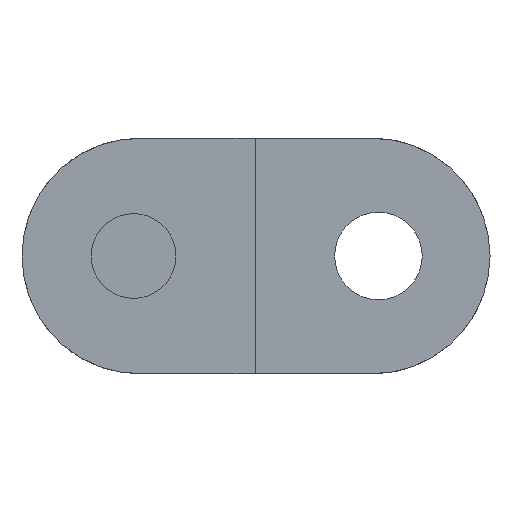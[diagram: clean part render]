
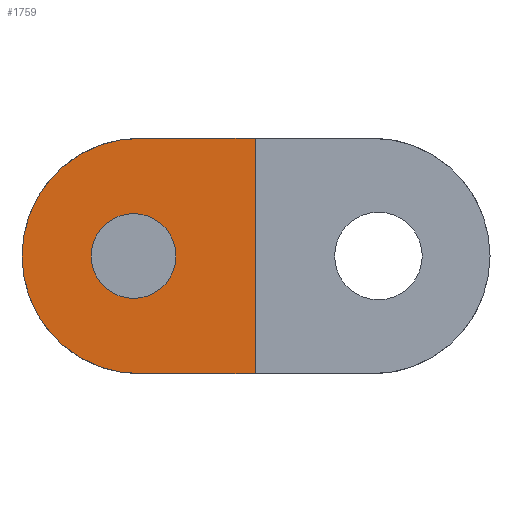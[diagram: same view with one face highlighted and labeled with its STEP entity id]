
A CAD part, front view. The second image highlights one B-rep face of the part: STEP entity #1759.
In plain terms, the highlighted planar face has unit normal (0, -1, 0).
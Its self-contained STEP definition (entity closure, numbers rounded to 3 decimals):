
#44 = PLANE('',#45);
#45 = AXIS2_PLACEMENT_3D('',#46,#47,#48);
#46 = CARTESIAN_POINT('',(0.325,8.,-6.25));
#47 = DIRECTION('',(0.,0.,1.));
#48 = DIRECTION('',(1.,0.,0.));
#101 = PLANE('',#102);
#102 = AXIS2_PLACEMENT_3D('',#103,#104,#105);
#103 = CARTESIAN_POINT('',(0.325,8.,6.25));
#104 = DIRECTION('',(0.,0.,1.));
#105 = DIRECTION('',(1.,0.,0.));
#343 = VERTEX_POINT('',#344);
#344 = CARTESIAN_POINT('',(0.325,-6.5,-6.25));
#358 = CYLINDRICAL_SURFACE('',#359,6.25);
#359 = AXIS2_PLACEMENT_3D('',#360,#361,#362);
#360 = CARTESIAN_POINT('',(0.325,8.,0.));
#361 = DIRECTION('',(0.,1.,0.));
#362 = DIRECTION('',(1.,0.,0.));
#370 = EDGE_CURVE('',#343,#371,#373,.T.);
#371 = VERTEX_POINT('',#372);
#372 = CARTESIAN_POINT('',(6.45,-6.5,-6.25));
#373 = SURFACE_CURVE('',#374,(#378,#384),.PCURVE_S1.);
#374 = LINE('',#375,#376);
#375 = CARTESIAN_POINT('',(-4.613,-6.5,-6.25));
#376 = VECTOR('',#377,1.);
#377 = DIRECTION('',(1.,0.,0.));
#378 = PCURVE('',#44,#379);
#379 = DEFINITIONAL_REPRESENTATION('',(#380),#383);
#380 = B_SPLINE_CURVE_WITH_KNOTS('',1,(#381,#382),.UNSPECIFIED.,.F.,.F.,
  (2,2),(4.938,11.063),.PIECEWISE_BEZIER_KNOTS.);
#381 = CARTESIAN_POINT('',(0.,-14.5));
#382 = CARTESIAN_POINT('',(6.125,-14.5));
#383 = ( GEOMETRIC_REPRESENTATION_CONTEXT(2) 
PARAMETRIC_REPRESENTATION_CONTEXT() REPRESENTATION_CONTEXT('2D SPACE',''
  ) );
#384 = PCURVE('',#385,#390);
#385 = PLANE('',#386);
#386 = AXIS2_PLACEMENT_3D('',#387,#388,#389);
#387 = CARTESIAN_POINT('',(-9.55,-6.5,6.25));
#388 = DIRECTION('',(0.,-1.,0.));
#389 = DIRECTION('',(1.,0.,0.));
#390 = DEFINITIONAL_REPRESENTATION('',(#391),#394);
#391 = B_SPLINE_CURVE_WITH_KNOTS('',1,(#392,#393),.UNSPECIFIED.,.F.,.F.,
  (2,2),(4.938,11.063),.PIECEWISE_BEZIER_KNOTS.);
#392 = CARTESIAN_POINT('',(9.875,-12.5));
#393 = CARTESIAN_POINT('',(16.,-12.5));
#394 = ( GEOMETRIC_REPRESENTATION_CONTEXT(2) 
PARAMETRIC_REPRESENTATION_CONTEXT() REPRESENTATION_CONTEXT('2D SPACE',''
  ) );
#411 = PLANE('',#412);
#412 = AXIS2_PLACEMENT_3D('',#413,#414,#415);
#413 = CARTESIAN_POINT('',(6.45,-6.5,6.25));
#414 = DIRECTION('',(1.,0.,0.));
#415 = DIRECTION('',(0.,-1.,0.));
#929 = VERTEX_POINT('',#930);
#930 = CARTESIAN_POINT('',(0.325,-6.5,6.25));
#951 = EDGE_CURVE('',#929,#952,#954,.T.);
#952 = VERTEX_POINT('',#953);
#953 = CARTESIAN_POINT('',(6.45,-6.5,6.25));
#954 = SURFACE_CURVE('',#955,(#959,#966),.PCURVE_S1.);
#955 = LINE('',#956,#957);
#956 = CARTESIAN_POINT('',(-9.55,-6.5,6.25));
#957 = VECTOR('',#958,1.);
#958 = DIRECTION('',(1.,0.,0.));
#959 = PCURVE('',#101,#960);
#960 = DEFINITIONAL_REPRESENTATION('',(#961),#965);
#961 = LINE('',#962,#963);
#962 = CARTESIAN_POINT('',(-9.875,-14.5));
#963 = VECTOR('',#964,1.);
#964 = DIRECTION('',(1.,0.));
#965 = ( GEOMETRIC_REPRESENTATION_CONTEXT(2) 
PARAMETRIC_REPRESENTATION_CONTEXT() REPRESENTATION_CONTEXT('2D SPACE',''
  ) );
#966 = PCURVE('',#385,#967);
#967 = DEFINITIONAL_REPRESENTATION('',(#968),#972);
#968 = LINE('',#969,#970);
#969 = CARTESIAN_POINT('',(0.,0.));
#970 = VECTOR('',#971,1.);
#971 = DIRECTION('',(1.,0.));
#972 = ( GEOMETRIC_REPRESENTATION_CONTEXT(2) 
PARAMETRIC_REPRESENTATION_CONTEXT() REPRESENTATION_CONTEXT('2D SPACE',''
  ) );
#1621 = EDGE_CURVE('',#343,#929,#1622,.T.);
#1622 = SURFACE_CURVE('',#1623,(#1628,#1635),.PCURVE_S1.);
#1623 = CIRCLE('',#1624,6.25);
#1624 = AXIS2_PLACEMENT_3D('',#1625,#1626,#1627);
#1625 = CARTESIAN_POINT('',(0.325,-6.5,0.));
#1626 = DIRECTION('',(0.,1.,0.));
#1627 = DIRECTION('',(1.,0.,0.));
#1628 = PCURVE('',#358,#1629);
#1629 = DEFINITIONAL_REPRESENTATION('',(#1630),#1634);
#1630 = LINE('',#1631,#1632);
#1631 = CARTESIAN_POINT('',(-6.283,-14.5));
#1632 = VECTOR('',#1633,1.);
#1633 = DIRECTION('',(1.,-0.));
#1634 = ( GEOMETRIC_REPRESENTATION_CONTEXT(2) 
PARAMETRIC_REPRESENTATION_CONTEXT() REPRESENTATION_CONTEXT('2D SPACE',''
  ) );
#1635 = PCURVE('',#385,#1636);
#1636 = DEFINITIONAL_REPRESENTATION('',(#1637),#1645);
#1637 = ( BOUNDED_CURVE() B_SPLINE_CURVE(2,(#1638,#1639,#1640,#1641,
#1642,#1643,#1644),.UNSPECIFIED.,.T.,.F.) B_SPLINE_CURVE_WITH_KNOTS((1,2
    ,2,2,2,1),(-2.094,0.,2.094,4.189,
6.283,8.378),.UNSPECIFIED.) CURVE() 
GEOMETRIC_REPRESENTATION_ITEM() RATIONAL_B_SPLINE_CURVE((1.,0.5,1.,0.5,
1.,0.5,1.)) REPRESENTATION_ITEM('') );
#1638 = CARTESIAN_POINT('',(16.125,-6.25));
#1639 = CARTESIAN_POINT('',(16.125,-17.075));
#1640 = CARTESIAN_POINT('',(6.75,-11.663));
#1641 = CARTESIAN_POINT('',(-2.625,-6.25));
#1642 = CARTESIAN_POINT('',(6.75,-0.837));
#1643 = CARTESIAN_POINT('',(16.125,4.575));
#1644 = CARTESIAN_POINT('',(16.125,-6.25));
#1645 = ( GEOMETRIC_REPRESENTATION_CONTEXT(2) 
PARAMETRIC_REPRESENTATION_CONTEXT() REPRESENTATION_CONTEXT('2D SPACE',''
  ) );
#1759 = ADVANCED_FACE('',(#1760,#1786),#385,.T.);
#1760 = FACE_BOUND('',#1761,.T.);
#1761 = EDGE_LOOP('',(#1762,#1763,#1764,#1765));
#1762 = ORIENTED_EDGE('',*,*,#951,.F.);
#1763 = ORIENTED_EDGE('',*,*,#1621,.F.);
#1764 = ORIENTED_EDGE('',*,*,#370,.T.);
#1765 = ORIENTED_EDGE('',*,*,#1766,.F.);
#1766 = EDGE_CURVE('',#952,#371,#1767,.T.);
#1767 = SURFACE_CURVE('',#1768,(#1772,#1779),.PCURVE_S1.);
#1768 = LINE('',#1769,#1770);
#1769 = CARTESIAN_POINT('',(6.45,-6.5,6.25));
#1770 = VECTOR('',#1771,1.);
#1771 = DIRECTION('',(0.,0.,-1.));
#1772 = PCURVE('',#385,#1773);
#1773 = DEFINITIONAL_REPRESENTATION('',(#1774),#1778);
#1774 = LINE('',#1775,#1776);
#1775 = CARTESIAN_POINT('',(16.,0.));
#1776 = VECTOR('',#1777,1.);
#1777 = DIRECTION('',(0.,-1.));
#1778 = ( GEOMETRIC_REPRESENTATION_CONTEXT(2) 
PARAMETRIC_REPRESENTATION_CONTEXT() REPRESENTATION_CONTEXT('2D SPACE',''
  ) );
#1779 = PCURVE('',#411,#1780);
#1780 = DEFINITIONAL_REPRESENTATION('',(#1781),#1785);
#1781 = LINE('',#1782,#1783);
#1782 = CARTESIAN_POINT('',(0.,0.));
#1783 = VECTOR('',#1784,1.);
#1784 = DIRECTION('',(0.,1.));
#1785 = ( GEOMETRIC_REPRESENTATION_CONTEXT(2) 
PARAMETRIC_REPRESENTATION_CONTEXT() REPRESENTATION_CONTEXT('2D SPACE',''
  ) );
#1786 = FACE_BOUND('',#1787,.T.);
#1787 = EDGE_LOOP('',(#1788));
#1788 = ORIENTED_EDGE('',*,*,#1789,.F.);
#1789 = EDGE_CURVE('',#1790,#1790,#1792,.T.);
#1790 = VERTEX_POINT('',#1791);
#1791 = CARTESIAN_POINT('',(2.25,-6.5,0.));
#1792 = SURFACE_CURVE('',#1793,(#1798,#1805),.PCURVE_S1.);
#1793 = CIRCLE('',#1794,2.25);
#1794 = AXIS2_PLACEMENT_3D('',#1795,#1796,#1797);
#1795 = CARTESIAN_POINT('',(0.,-6.5,0.));
#1796 = DIRECTION('',(0.,-1.,0.));
#1797 = DIRECTION('',(1.,0.,0.));
#1798 = PCURVE('',#385,#1799);
#1799 = DEFINITIONAL_REPRESENTATION('',(#1800),#1804);
#1800 = CIRCLE('',#1801,2.25);
#1801 = AXIS2_PLACEMENT_2D('',#1802,#1803);
#1802 = CARTESIAN_POINT('',(9.55,-6.25));
#1803 = DIRECTION('',(1.,0.));
#1804 = ( GEOMETRIC_REPRESENTATION_CONTEXT(2) 
PARAMETRIC_REPRESENTATION_CONTEXT() REPRESENTATION_CONTEXT('2D SPACE',''
  ) );
#1805 = PCURVE('',#1806,#1811);
#1806 = CYLINDRICAL_SURFACE('',#1807,2.25);
#1807 = AXIS2_PLACEMENT_3D('',#1808,#1809,#1810);
#1808 = CARTESIAN_POINT('',(0.,-6.5,0.));
#1809 = DIRECTION('',(0.,1.,0.));
#1810 = DIRECTION('',(1.,0.,0.));
#1811 = DEFINITIONAL_REPRESENTATION('',(#1812),#1816);
#1812 = LINE('',#1813,#1814);
#1813 = CARTESIAN_POINT('',(-0.,0.));
#1814 = VECTOR('',#1815,1.);
#1815 = DIRECTION('',(-1.,0.));
#1816 = ( GEOMETRIC_REPRESENTATION_CONTEXT(2) 
PARAMETRIC_REPRESENTATION_CONTEXT() REPRESENTATION_CONTEXT('2D SPACE',''
  ) );
